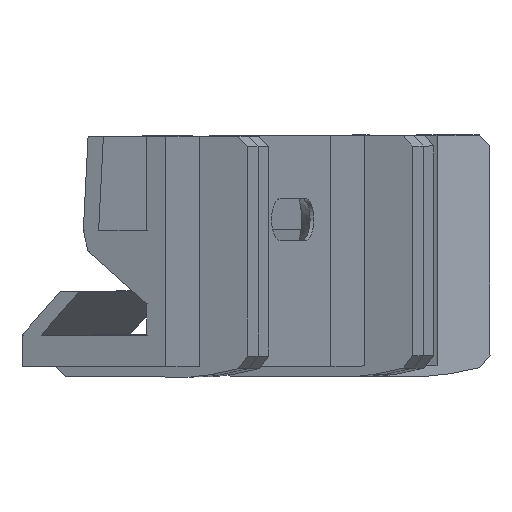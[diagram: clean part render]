
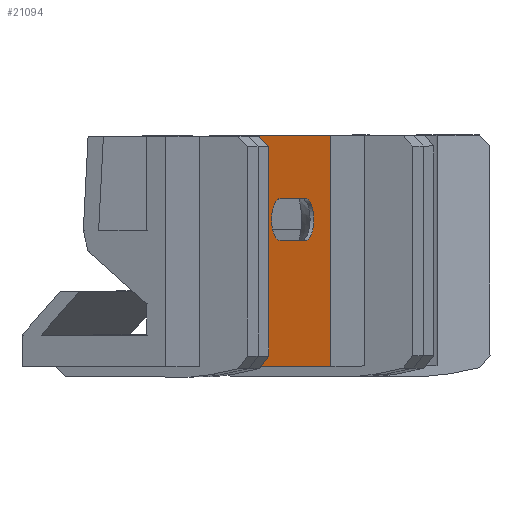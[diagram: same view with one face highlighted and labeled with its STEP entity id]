
A CAD part, left-side view. The second image highlights one B-rep face of the part: STEP entity #21094.
In plain terms, the highlighted face is planar.
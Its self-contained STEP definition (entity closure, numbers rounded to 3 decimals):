
#20818 = VERTEX_POINT('',#20819);
#20819 = CARTESIAN_POINT('',(3.,0.,16.));
#20826 = CYLINDRICAL_SURFACE('',#20827,2.);
#20827 = AXIS2_PLACEMENT_3D('',#20828,#20829,#20830);
#20828 = CARTESIAN_POINT('',(3.,24.,14.));
#20829 = DIRECTION('',(-0.,1.,0.));
#20830 = DIRECTION('',(0.,0.,-1.));
#20838 = PLANE('',#20839);
#20839 = AXIS2_PLACEMENT_3D('',#20840,#20841,#20842);
#20840 = CARTESIAN_POINT('',(3.,24.,16.));
#20841 = DIRECTION('',(0.,0.,-1.));
#20842 = DIRECTION('',(-1.,0.,-0.));
#20880 = VERTEX_POINT('',#20881);
#20881 = CARTESIAN_POINT('',(3.,0.,12.));
#20895 = PLANE('',#20896);
#20896 = AXIS2_PLACEMENT_3D('',#20897,#20898,#20899);
#20897 = CARTESIAN_POINT('',(-3.,24.,12.));
#20898 = DIRECTION('',(0.,0.,1.));
#20899 = DIRECTION('',(1.,0.,0.));
#20907 = EDGE_CURVE('',#20818,#20880,#20908,.T.);
#20908 = SURFACE_CURVE('',#20909,(#20914,#20921),.PCURVE_S1.);
#20909 = CIRCLE('',#20910,2.);
#20910 = AXIS2_PLACEMENT_3D('',#20911,#20912,#20913);
#20911 = CARTESIAN_POINT('',(3.,0.,14.));
#20912 = DIRECTION('',(0.,1.,0.));
#20913 = DIRECTION('',(0.,0.,-1.));
#20914 = PCURVE('',#20826,#20915);
#20915 = DEFINITIONAL_REPRESENTATION('',(#20916),#20920);
#20916 = LINE('',#20917,#20918);
#20917 = CARTESIAN_POINT('',(-6.283,-24.));
#20918 = VECTOR('',#20919,1.);
#20919 = DIRECTION('',(1.,-0.));
#20920 = ( GEOMETRIC_REPRESENTATION_CONTEXT(2) 
PARAMETRIC_REPRESENTATION_CONTEXT() REPRESENTATION_CONTEXT('2D SPACE',''
  ) );
#20921 = PCURVE('',#20922,#20927);
#20922 = PLANE('',#20923);
#20923 = AXIS2_PLACEMENT_3D('',#20924,#20925,#20926);
#20924 = CARTESIAN_POINT('',(0.,0.,0.));
#20925 = DIRECTION('',(0.,1.,-0.));
#20926 = DIRECTION('',(0.,0.,1.));
#20927 = DEFINITIONAL_REPRESENTATION('',(#20928),#20932);
#20928 = CIRCLE('',#20929,2.);
#20929 = AXIS2_PLACEMENT_2D('',#20930,#20931);
#20930 = CARTESIAN_POINT('',(14.,3.));
#20931 = DIRECTION('',(-1.,0.));
#20932 = ( GEOMETRIC_REPRESENTATION_CONTEXT(2) 
PARAMETRIC_REPRESENTATION_CONTEXT() REPRESENTATION_CONTEXT('2D SPACE',''
  ) );
#20940 = VERTEX_POINT('',#20941);
#20941 = CARTESIAN_POINT('',(-3.,0.,16.));
#20955 = CYLINDRICAL_SURFACE('',#20956,2.);
#20956 = AXIS2_PLACEMENT_3D('',#20957,#20958,#20959);
#20957 = CARTESIAN_POINT('',(-3.,24.,14.));
#20958 = DIRECTION('',(-0.,1.,0.));
#20959 = DIRECTION('',(0.,0.,1.));
#20994 = EDGE_CURVE('',#20818,#20940,#20995,.T.);
#20995 = SURFACE_CURVE('',#20996,(#21000,#21006),.PCURVE_S1.);
#20996 = LINE('',#20997,#20998);
#20997 = CARTESIAN_POINT('',(1.5,0.,16.));
#20998 = VECTOR('',#20999,1.);
#20999 = DIRECTION('',(-1.,0.,0.));
#21000 = PCURVE('',#20838,#21001);
#21001 = DEFINITIONAL_REPRESENTATION('',(#21002),#21005);
#21002 = B_SPLINE_CURVE_WITH_KNOTS('',1,(#21003,#21004),.UNSPECIFIED.,
  .F.,.F.,(2,2),(-1.5,4.5),.PIECEWISE_BEZIER_KNOTS.);
#21003 = CARTESIAN_POINT('',(0.,-24.));
#21004 = CARTESIAN_POINT('',(6.,-24.));
#21005 = ( GEOMETRIC_REPRESENTATION_CONTEXT(2) 
PARAMETRIC_REPRESENTATION_CONTEXT() REPRESENTATION_CONTEXT('2D SPACE',''
  ) );
#21006 = PCURVE('',#20922,#21007);
#21007 = DEFINITIONAL_REPRESENTATION('',(#21008),#21011);
#21008 = B_SPLINE_CURVE_WITH_KNOTS('',1,(#21009,#21010),.UNSPECIFIED.,
  .F.,.F.,(2,2),(-1.5,4.5),.PIECEWISE_BEZIER_KNOTS.);
#21009 = CARTESIAN_POINT('',(16.,3.));
#21010 = CARTESIAN_POINT('',(16.,-3.));
#21011 = ( GEOMETRIC_REPRESENTATION_CONTEXT(2) 
PARAMETRIC_REPRESENTATION_CONTEXT() REPRESENTATION_CONTEXT('2D SPACE',''
  ) );
#21094 = ADVANCED_FACE('',(#21095,#21209),#20922,.F.);
#21095 = FACE_BOUND('',#21096,.F.);
#21096 = EDGE_LOOP('',(#21097,#21127,#21155,#21183));
#21097 = ORIENTED_EDGE('',*,*,#21098,.F.);
#21098 = EDGE_CURVE('',#21099,#21101,#21103,.T.);
#21099 = VERTEX_POINT('',#21100);
#21100 = CARTESIAN_POINT('',(-9.,0.,0.));
#21101 = VERTEX_POINT('',#21102);
#21102 = CARTESIAN_POINT('',(9.,0.,0.));
#21103 = SURFACE_CURVE('',#21104,(#21108,#21115),.PCURVE_S1.);
#21104 = LINE('',#21105,#21106);
#21105 = CARTESIAN_POINT('',(-9.,0.,0.));
#21106 = VECTOR('',#21107,1.);
#21107 = DIRECTION('',(1.,0.,0.));
#21108 = PCURVE('',#20922,#21109);
#21109 = DEFINITIONAL_REPRESENTATION('',(#21110),#21114);
#21110 = LINE('',#21111,#21112);
#21111 = CARTESIAN_POINT('',(0.,-9.));
#21112 = VECTOR('',#21113,1.);
#21113 = DIRECTION('',(0.,1.));
#21114 = ( GEOMETRIC_REPRESENTATION_CONTEXT(2) 
PARAMETRIC_REPRESENTATION_CONTEXT() REPRESENTATION_CONTEXT('2D SPACE',''
  ) );
#21115 = PCURVE('',#21116,#21121);
#21116 = PLANE('',#21117);
#21117 = AXIS2_PLACEMENT_3D('',#21118,#21119,#21120);
#21118 = CARTESIAN_POINT('',(0.,15.,0.));
#21119 = DIRECTION('',(0.,0.,1.));
#21120 = DIRECTION('',(0.,-1.,0.));
#21121 = DEFINITIONAL_REPRESENTATION('',(#21122),#21126);
#21122 = LINE('',#21123,#21124);
#21123 = CARTESIAN_POINT('',(15.,-9.));
#21124 = VECTOR('',#21125,1.);
#21125 = DIRECTION('',(0.,1.));
#21126 = ( GEOMETRIC_REPRESENTATION_CONTEXT(2) 
PARAMETRIC_REPRESENTATION_CONTEXT() REPRESENTATION_CONTEXT('2D SPACE',''
  ) );
#21127 = ORIENTED_EDGE('',*,*,#21128,.T.);
#21128 = EDGE_CURVE('',#21099,#21129,#21131,.T.);
#21129 = VERTEX_POINT('',#21130);
#21130 = CARTESIAN_POINT('',(-9.,0.,22.));
#21131 = SURFACE_CURVE('',#21132,(#21136,#21143),.PCURVE_S1.);
#21132 = LINE('',#21133,#21134);
#21133 = CARTESIAN_POINT('',(-9.,0.,0.));
#21134 = VECTOR('',#21135,1.);
#21135 = DIRECTION('',(0.,0.,1.));
#21136 = PCURVE('',#20922,#21137);
#21137 = DEFINITIONAL_REPRESENTATION('',(#21138),#21142);
#21138 = LINE('',#21139,#21140);
#21139 = CARTESIAN_POINT('',(0.,-9.));
#21140 = VECTOR('',#21141,1.);
#21141 = DIRECTION('',(1.,0.));
#21142 = ( GEOMETRIC_REPRESENTATION_CONTEXT(2) 
PARAMETRIC_REPRESENTATION_CONTEXT() REPRESENTATION_CONTEXT('2D SPACE',''
  ) );
#21143 = PCURVE('',#21144,#21149);
#21144 = PLANE('',#21145);
#21145 = AXIS2_PLACEMENT_3D('',#21146,#21147,#21148);
#21146 = CARTESIAN_POINT('',(-9.,4.162,7.662));
#21147 = DIRECTION('',(-1.,0.,0.));
#21148 = DIRECTION('',(0.,0.,1.));
#21149 = DEFINITIONAL_REPRESENTATION('',(#21150),#21154);
#21150 = LINE('',#21151,#21152);
#21151 = CARTESIAN_POINT('',(-7.662,-4.162));
#21152 = VECTOR('',#21153,1.);
#21153 = DIRECTION('',(1.,0.));
#21154 = ( GEOMETRIC_REPRESENTATION_CONTEXT(2) 
PARAMETRIC_REPRESENTATION_CONTEXT() REPRESENTATION_CONTEXT('2D SPACE',''
  ) );
#21155 = ORIENTED_EDGE('',*,*,#21156,.F.);
#21156 = EDGE_CURVE('',#21157,#21129,#21159,.T.);
#21157 = VERTEX_POINT('',#21158);
#21158 = CARTESIAN_POINT('',(9.,0.,22.));
#21159 = SURFACE_CURVE('',#21160,(#21164,#21171),.PCURVE_S1.);
#21160 = LINE('',#21161,#21162);
#21161 = CARTESIAN_POINT('',(9.,0.,22.));
#21162 = VECTOR('',#21163,1.);
#21163 = DIRECTION('',(-1.,0.,0.));
#21164 = PCURVE('',#20922,#21165);
#21165 = DEFINITIONAL_REPRESENTATION('',(#21166),#21170);
#21166 = LINE('',#21167,#21168);
#21167 = CARTESIAN_POINT('',(22.,9.));
#21168 = VECTOR('',#21169,1.);
#21169 = DIRECTION('',(0.,-1.));
#21170 = ( GEOMETRIC_REPRESENTATION_CONTEXT(2) 
PARAMETRIC_REPRESENTATION_CONTEXT() REPRESENTATION_CONTEXT('2D SPACE',''
  ) );
#21171 = PCURVE('',#21172,#21177);
#21172 = PLANE('',#21173);
#21173 = AXIS2_PLACEMENT_3D('',#21174,#21175,#21176);
#21174 = CARTESIAN_POINT('',(0.,0.,22.));
#21175 = DIRECTION('',(0.,0.,-1.));
#21176 = DIRECTION('',(0.,1.,0.));
#21177 = DEFINITIONAL_REPRESENTATION('',(#21178),#21182);
#21178 = LINE('',#21179,#21180);
#21179 = CARTESIAN_POINT('',(0.,9.));
#21180 = VECTOR('',#21181,1.);
#21181 = DIRECTION('',(0.,-1.));
#21182 = ( GEOMETRIC_REPRESENTATION_CONTEXT(2) 
PARAMETRIC_REPRESENTATION_CONTEXT() REPRESENTATION_CONTEXT('2D SPACE',''
  ) );
#21183 = ORIENTED_EDGE('',*,*,#21184,.F.);
#21184 = EDGE_CURVE('',#21101,#21157,#21185,.T.);
#21185 = SURFACE_CURVE('',#21186,(#21190,#21197),.PCURVE_S1.);
#21186 = LINE('',#21187,#21188);
#21187 = CARTESIAN_POINT('',(9.,0.,0.));
#21188 = VECTOR('',#21189,1.);
#21189 = DIRECTION('',(0.,0.,1.));
#21190 = PCURVE('',#20922,#21191);
#21191 = DEFINITIONAL_REPRESENTATION('',(#21192),#21196);
#21192 = LINE('',#21193,#21194);
#21193 = CARTESIAN_POINT('',(0.,9.));
#21194 = VECTOR('',#21195,1.);
#21195 = DIRECTION('',(1.,0.));
#21196 = ( GEOMETRIC_REPRESENTATION_CONTEXT(2) 
PARAMETRIC_REPRESENTATION_CONTEXT() REPRESENTATION_CONTEXT('2D SPACE',''
  ) );
#21197 = PCURVE('',#21198,#21203);
#21198 = PLANE('',#21199);
#21199 = AXIS2_PLACEMENT_3D('',#21200,#21201,#21202);
#21200 = CARTESIAN_POINT('',(9.,4.162,7.662));
#21201 = DIRECTION('',(-1.,0.,0.));
#21202 = DIRECTION('',(0.,0.,1.));
#21203 = DEFINITIONAL_REPRESENTATION('',(#21204),#21208);
#21204 = LINE('',#21205,#21206);
#21205 = CARTESIAN_POINT('',(-7.662,-4.162));
#21206 = VECTOR('',#21207,1.);
#21207 = DIRECTION('',(1.,0.));
#21208 = ( GEOMETRIC_REPRESENTATION_CONTEXT(2) 
PARAMETRIC_REPRESENTATION_CONTEXT() REPRESENTATION_CONTEXT('2D SPACE',''
  ) );
#21209 = FACE_BOUND('',#21210,.F.);
#21210 = EDGE_LOOP('',(#21211,#21212,#21213,#21237));
#21211 = ORIENTED_EDGE('',*,*,#20907,.F.);
#21212 = ORIENTED_EDGE('',*,*,#20994,.T.);
#21213 = ORIENTED_EDGE('',*,*,#21214,.F.);
#21214 = EDGE_CURVE('',#21215,#20940,#21217,.T.);
#21215 = VERTEX_POINT('',#21216);
#21216 = CARTESIAN_POINT('',(-3.,0.,12.));
#21217 = SURFACE_CURVE('',#21218,(#21223,#21230),.PCURVE_S1.);
#21218 = CIRCLE('',#21219,2.);
#21219 = AXIS2_PLACEMENT_3D('',#21220,#21221,#21222);
#21220 = CARTESIAN_POINT('',(-3.,0.,14.));
#21221 = DIRECTION('',(-0.,1.,0.));
#21222 = DIRECTION('',(0.,0.,1.));
#21223 = PCURVE('',#20922,#21224);
#21224 = DEFINITIONAL_REPRESENTATION('',(#21225),#21229);
#21225 = CIRCLE('',#21226,2.);
#21226 = AXIS2_PLACEMENT_2D('',#21227,#21228);
#21227 = CARTESIAN_POINT('',(14.,-3.));
#21228 = DIRECTION('',(1.,0.));
#21229 = ( GEOMETRIC_REPRESENTATION_CONTEXT(2) 
PARAMETRIC_REPRESENTATION_CONTEXT() REPRESENTATION_CONTEXT('2D SPACE',''
  ) );
#21230 = PCURVE('',#20955,#21231);
#21231 = DEFINITIONAL_REPRESENTATION('',(#21232),#21236);
#21232 = LINE('',#21233,#21234);
#21233 = CARTESIAN_POINT('',(-6.283,-24.));
#21234 = VECTOR('',#21235,1.);
#21235 = DIRECTION('',(1.,-0.));
#21236 = ( GEOMETRIC_REPRESENTATION_CONTEXT(2) 
PARAMETRIC_REPRESENTATION_CONTEXT() REPRESENTATION_CONTEXT('2D SPACE',''
  ) );
#21237 = ORIENTED_EDGE('',*,*,#21238,.T.);
#21238 = EDGE_CURVE('',#21215,#20880,#21239,.T.);
#21239 = SURFACE_CURVE('',#21240,(#21244,#21250),.PCURVE_S1.);
#21240 = LINE('',#21241,#21242);
#21241 = CARTESIAN_POINT('',(-1.5,0.,12.));
#21242 = VECTOR('',#21243,1.);
#21243 = DIRECTION('',(1.,-0.,0.));
#21244 = PCURVE('',#20922,#21245);
#21245 = DEFINITIONAL_REPRESENTATION('',(#21246),#21249);
#21246 = B_SPLINE_CURVE_WITH_KNOTS('',1,(#21247,#21248),.UNSPECIFIED.,
  .F.,.F.,(2,2),(-1.5,4.5),.PIECEWISE_BEZIER_KNOTS.);
#21247 = CARTESIAN_POINT('',(12.,-3.));
#21248 = CARTESIAN_POINT('',(12.,3.));
#21249 = ( GEOMETRIC_REPRESENTATION_CONTEXT(2) 
PARAMETRIC_REPRESENTATION_CONTEXT() REPRESENTATION_CONTEXT('2D SPACE',''
  ) );
#21250 = PCURVE('',#20895,#21251);
#21251 = DEFINITIONAL_REPRESENTATION('',(#21252),#21255);
#21252 = B_SPLINE_CURVE_WITH_KNOTS('',1,(#21253,#21254),.UNSPECIFIED.,
  .F.,.F.,(2,2),(-1.5,4.5),.PIECEWISE_BEZIER_KNOTS.);
#21253 = CARTESIAN_POINT('',(0.,-24.));
#21254 = CARTESIAN_POINT('',(6.,-24.));
#21255 = ( GEOMETRIC_REPRESENTATION_CONTEXT(2) 
PARAMETRIC_REPRESENTATION_CONTEXT() REPRESENTATION_CONTEXT('2D SPACE',''
  ) );
